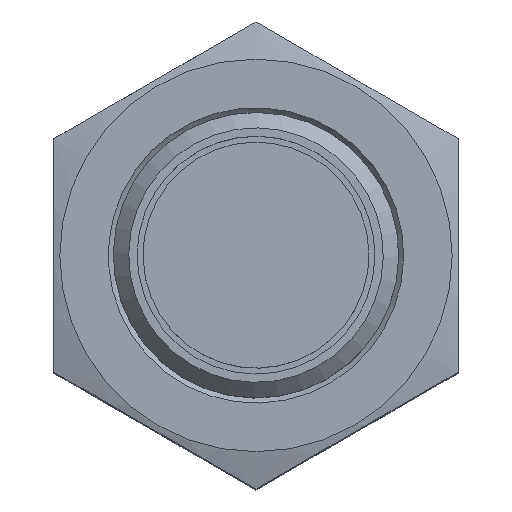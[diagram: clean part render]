
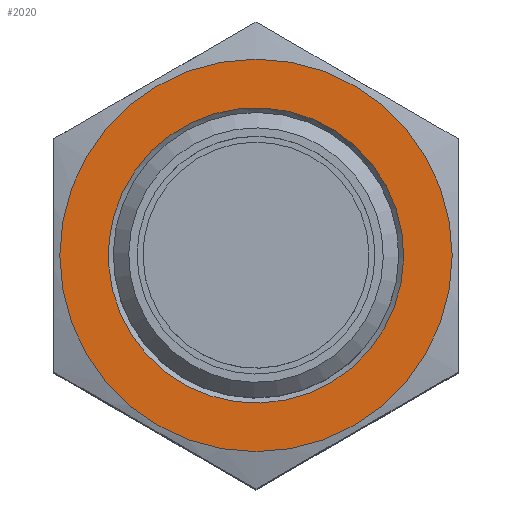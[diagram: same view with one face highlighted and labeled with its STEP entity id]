
A CAD part, top view. The second image highlights one B-rep face of the part: STEP entity #2020.
In plain terms, the highlighted planar face has unit normal (0, 0, 1).
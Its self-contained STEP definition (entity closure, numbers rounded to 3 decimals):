
#372=FACE_BOUND('',#681,.T.);
#485=FACE_OUTER_BOUND('',#680,.T.);
#680=EDGE_LOOP('',(#1564));
#681=EDGE_LOOP('',(#1565));
#851=CIRCLE('',#2217,6.209);
#856=CIRCLE('',#2225,8.25);
#987=VERTEX_POINT('',#3243);
#1004=VERTEX_POINT('',#3304);
#1194=EDGE_CURVE('',#987,#987,#851,.T.);
#1211=EDGE_CURVE('',#1004,#1004,#856,.T.);
#1564=ORIENTED_EDGE('',*,*,#1211,.T.);
#1565=ORIENTED_EDGE('',*,*,#1194,.F.);
#1858=PLANE('',#2229);
#2020=ADVANCED_FACE('',(#485,#372),#1858,.T.);
#2217=AXIS2_PLACEMENT_3D('',#3244,#2634,#2635);
#2225=AXIS2_PLACEMENT_3D('',#3305,#2650,#2651);
#2229=AXIS2_PLACEMENT_3D('',#3313,#2662,#2663);
#2634=DIRECTION('center_axis',(0.,0.,
1.));
#2635=DIRECTION('ref_axis',(-0.867,0.498,0.));
#2650=DIRECTION('center_axis',(0.,0.,
1.));
#2651=DIRECTION('ref_axis',(-0.5,-0.866,0.));
#2662=DIRECTION('center_axis',(0.,0.,
1.));
#2663=DIRECTION('ref_axis',(0.867,-0.498,0.));
#3243=CARTESIAN_POINT('',(11.771,7.741,18.453));
#3244=CARTESIAN_POINT('Origin',(6.387,10.832,18.453));
#3304=CARTESIAN_POINT('',(2.262,3.687,18.453));
#3305=CARTESIAN_POINT('Origin',(6.387,10.832,18.453));
#3313=CARTESIAN_POINT('Origin',(6.387,10.832,18.453));
